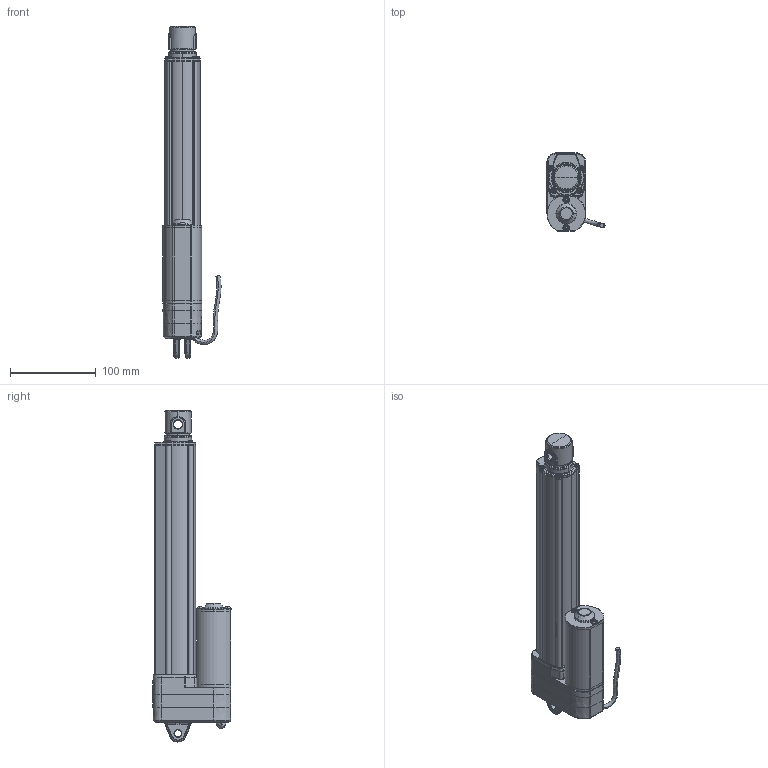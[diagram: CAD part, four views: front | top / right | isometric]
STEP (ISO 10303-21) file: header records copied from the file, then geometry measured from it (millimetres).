
FILE_DESCRIPTION (( 'STEP AP203' ), '1' );
FILE_NAME ('3D_TA19 temp.STEP', '2014-03-04T07:25:29', ( '' ), ( '' ), 'SwSTEP 2.0', 'SolidWorks 2010', '' );
FILE_SCHEMA (( 'CONFIG_CONTROL_DESIGN' ));
Length unit declared in the file: millimetre
Products named in the file (1): 3D_TA19 temp
Bounding box: 67.61 x 91.15 x 386.8 mm (x, y, z)
Surface area: 135394.4 mm2 (no closed solid volume)
Topology: 0 solids, 29 shells, 779 faces, 2393 edges, 1566 vertices
Faces by surface type: cylinder 231, plane 227, torus 156, bspline 95, cone 41, sphere 29
Entity records: 40062 total; most frequent: CARTESIAN_POINT 19592, DIRECTION 4380, ORIENTED_EDGE 3956, EDGE_CURVE 2387, AXIS2_PLACEMENT_3D 1757, VERTEX_POINT 1566, CIRCLE 1072, VECTOR 866
